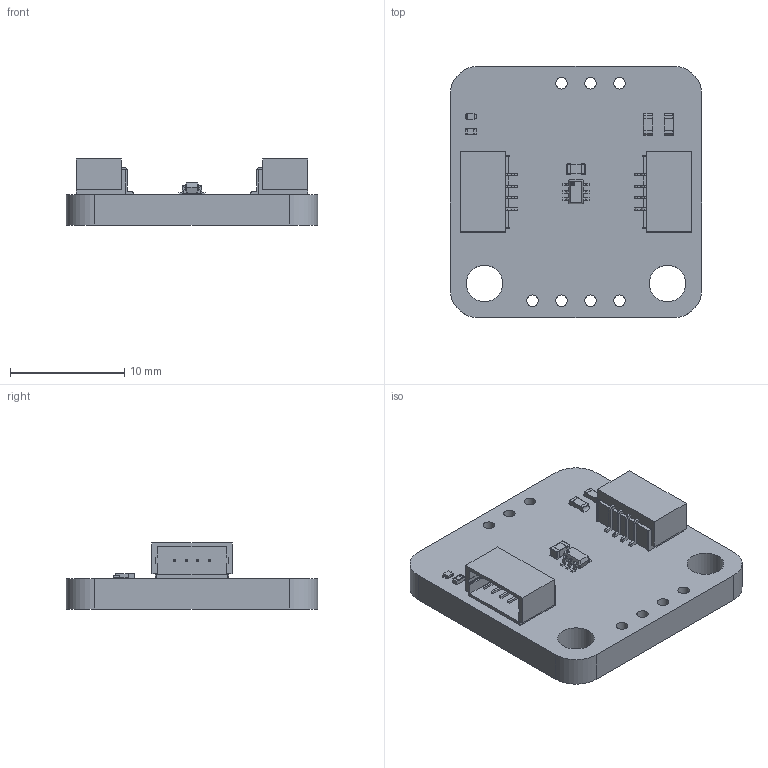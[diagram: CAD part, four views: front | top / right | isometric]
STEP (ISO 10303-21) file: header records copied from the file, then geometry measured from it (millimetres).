
FILE_DESCRIPTION(('KiCad electronic assembly'),'2;1');
FILE_NAME('Digipot 10k MCP4018 breakout 3D.step','2025-10-06T12:55:54',( 'Pcbnew'),('Kicad'),'Open CASCADE STEP processor 7.8', 'KiCad to STEP converter','Unknown');
FILE_SCHEMA(('AUTOMOTIVE_DESIGN { 1 0 10303 214 1 1 1 1 }'));
Length unit declared in the file: millimetre
Products named in the file (14): Digipot 10k MCP4018 breakout 3D 1; SC70-6; User Library-sot363; 0603R; User Library-R0603-1; 0603C; 06035A910JAT2A; 0402R; RL0402JR-070R51L; 0402LED; SML-P11MTT86; easyC connector; easyC connector v1; _autosave-Digipot 10k MCP4018 breakout_PCB
Assembly tree (15 placements, depth 3):
  Digipot 10k MCP4018 breakout 3D 1
    SC70-6
      User Library-sot363
    0603R  x2
      User Library-R0603-1
    0603C
      06035A910JAT2A
    0402R
      RL0402JR-070R51L
    0402LED
      SML-P11MTT86
    easyC connector  x2
      easyC connector v1
    _autosave-Digipot 10k MCP4018 breakout_PCB
Bounding box: 22 x 22 x 5.77 mm (x, y, z)
Volume: 1274.1 mm3; surface area: 1722.1 mm2
Topology: 20 solids, 20 shells, 676 faces, 1751 edges, 1102 vertices
Faces by surface type: plane 477, cylinder 161, sphere 24, bspline 12, cone 2
Full cylindrical faces by diameter (mm): 1 x7, 3.2 x2
Entity records: 16846 total; most frequent: CARTESIAN_POINT 2810, ORIENTED_EDGE 2490, DIRECTION 2461, EDGE_CURVE 1245, LINE 971, VECTOR 971, VERTEX_POINT 798, AXIS2_PLACEMENT_3D 745
